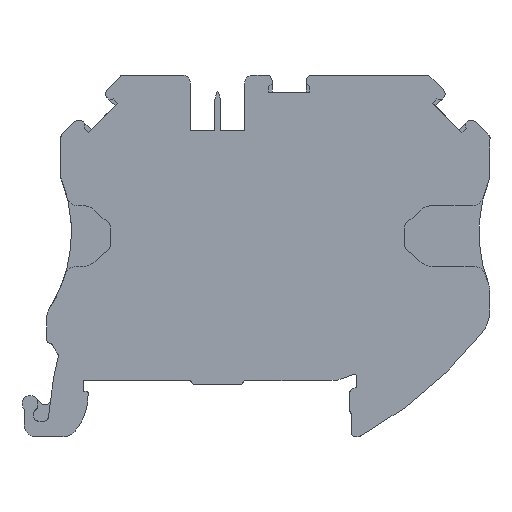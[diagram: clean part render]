
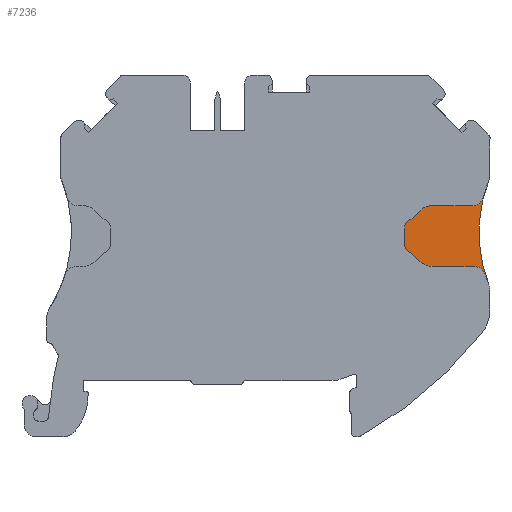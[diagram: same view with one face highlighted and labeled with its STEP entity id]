
A CAD part, front view. The second image highlights one B-rep face of the part: STEP entity #7236.
In plain terms, the highlighted planar face has unit normal (0, -1, 0).
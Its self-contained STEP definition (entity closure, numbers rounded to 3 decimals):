
#103=PLANE('',#7590);
#268=LINE('',#9685,#727);
#269=LINE('',#9687,#728);
#295=LINE('',#9924,#754);
#296=LINE('',#9925,#755);
#297=LINE('',#9927,#756);
#727=VECTOR('',#8094,1000.);
#728=VECTOR('',#8097,1000.);
#754=VECTOR('',#8273,1000.);
#755=VECTOR('',#8274,1000.);
#756=VECTOR('',#8275,1000.);
#1430=ORIENTED_EDGE('',*,*,#2982,.F.);
#1431=ORIENTED_EDGE('',*,*,#2983,.T.);
#1432=ORIENTED_EDGE('',*,*,#2899,.T.);
#1433=ORIENTED_EDGE('',*,*,#2898,.T.);
#1434=ORIENTED_EDGE('',*,*,#2984,.T.);
#1435=ORIENTED_EDGE('',*,*,#2985,.F.);
#1436=ORIENTED_EDGE('',*,*,#2986,.T.);
#1437=ORIENTED_EDGE('',*,*,#2987,.F.);
#2898=EDGE_CURVE('',#3689,#3691,#268,.F.);
#2899=EDGE_CURVE('',#3692,#3689,#269,.F.);
#2982=EDGE_CURVE('',#3747,#3748,#4241,.T.);
#2983=EDGE_CURVE('',#3747,#3692,#295,.F.);
#2984=EDGE_CURVE('',#3691,#3749,#296,.F.);
#2985=EDGE_CURVE('',#3750,#3749,#297,.T.);
#2986=EDGE_CURVE('',#3750,#3751,#4242,.T.);
#2987=EDGE_CURVE('',#3748,#3751,#4243,.F.);
#3689=VERTEX_POINT('',#9678);
#3691=VERTEX_POINT('',#9684);
#3692=VERTEX_POINT('',#9688);
#3747=VERTEX_POINT('',#9922);
#3748=VERTEX_POINT('',#9923);
#3749=VERTEX_POINT('',#9926);
#3750=VERTEX_POINT('',#9928);
#3751=VERTEX_POINT('',#9930);
#4241=CIRCLE('',#7591,2.);
#4242=CIRCLE('',#7592,2.);
#4243=CIRCLE('',#7593,17.875);
#4490=EDGE_LOOP('',(#1430,#1431,#1432,#1433,#1434,#1435,#1436,#1437));
#4807=FACE_BOUND('',#4490,.T.);
#7236=ADVANCED_FACE('',(#4807),#103,.F.);
#7590=AXIS2_PLACEMENT_3D('',#9920,#8269,#8270);
#7591=AXIS2_PLACEMENT_3D('',#9921,#8271,#8272);
#7592=AXIS2_PLACEMENT_3D('',#9929,#8276,#8277);
#7593=AXIS2_PLACEMENT_3D('',#9931,#8278,#8279);
#8094=DIRECTION('',(0.,0.,1.));
#8097=DIRECTION('',(0.775,0.,0.632));
#8269=DIRECTION('',(0.,1.,0.));
#8270=DIRECTION('',(0.,0.,1.));
#8271=DIRECTION('',(0.,1.,0.));
#8272=DIRECTION('',(0.,0.,1.));
#8273=DIRECTION('',(1.,0.,0.));
#8274=DIRECTION('',(-0.889,0.,0.458));
#8275=DIRECTION('',(0.,0.,-1.));
#8276=DIRECTION('',(0.,-1.,0.));
#8277=DIRECTION('',(1.,0.,0.));
#8278=DIRECTION('',(0.,1.,0.));
#8279=DIRECTION('',(0.,0.,1.));
#9678=CARTESIAN_POINT('',(14.267,1.745,-1.027));
#9684=CARTESIAN_POINT('',(14.267,1.745,-5.727));
#9685=CARTESIAN_POINT('',(14.267,1.745,0.));
#9687=CARTESIAN_POINT('',(6.209,1.745,-7.606));
#9688=CARTESIAN_POINT('',(21.037,1.745,4.5));
#9920=CARTESIAN_POINT('',(0.,1.745,0.));
#9921=CARTESIAN_POINT('',(23.752,1.745,4.959));
#9922=CARTESIAN_POINT('',(25.699,1.745,4.5));
#9923=CARTESIAN_POINT('',(25.614,1.745,4.228));
#9924=CARTESIAN_POINT('',(0.,1.745,4.5));
#9925=CARTESIAN_POINT('',(0.659,1.745,1.28));
#9926=CARTESIAN_POINT('',(25.75,1.745,-11.64));
#9927=CARTESIAN_POINT('',(25.75,1.745,7.621));
#9928=CARTESIAN_POINT('',(25.75,1.745,-9.481));
#9929=CARTESIAN_POINT('',(23.752,1.745,-9.569));
#9930=CARTESIAN_POINT('',(25.614,1.745,-8.838));
#9931=CARTESIAN_POINT('',(42.252,1.745,-2.305));
